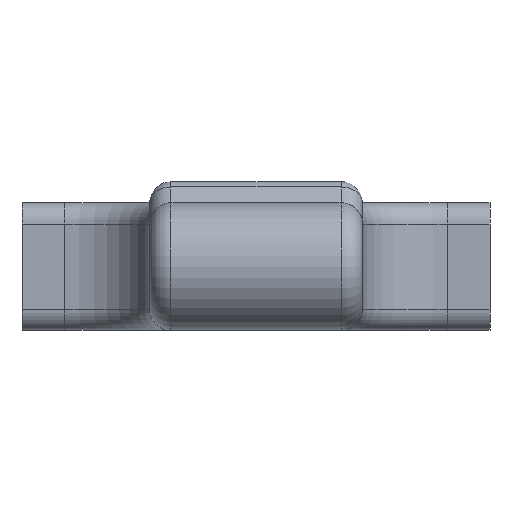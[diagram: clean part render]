
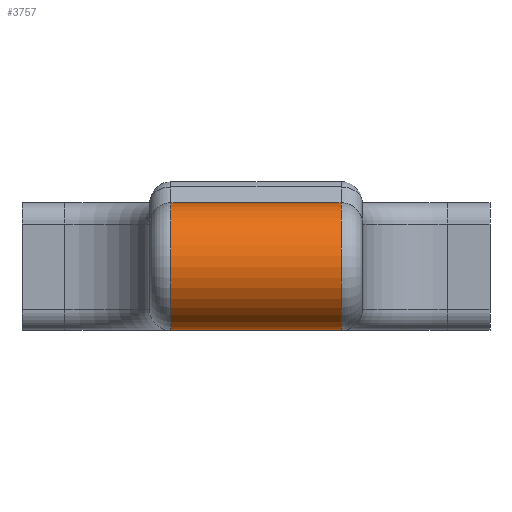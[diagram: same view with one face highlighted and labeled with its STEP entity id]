
A CAD part, left-side view. The second image highlights one B-rep face of the part: STEP entity #3757.
In plain terms, the highlighted cylindrical face has radius 7.5 mm (diameter 15 mm), a full revolution.
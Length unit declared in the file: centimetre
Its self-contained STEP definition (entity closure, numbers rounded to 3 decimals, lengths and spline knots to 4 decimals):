
#364=FACE_BOUND('',#1097,.T.);
#397=CIRCLE('',#3801,0.75);
#536=CIRCLE('',#3967,0.75);
#589=CIRCLE('',#4051,0.75);
#590=CIRCLE('',#4062,0.75);
#633=CYLINDRICAL_SURFACE('',#4061,0.75);
#854=FACE_OUTER_BOUND('',#1096,.T.);
#1096=EDGE_LOOP('',(#3438,#3439,#3440,#3441));
#1097=EDGE_LOOP('',(#3442,#3443,#3444,#3445));
#1162=LINE('',#5037,#1328);
#1166=LINE('',#5044,#1332);
#1270=LINE('',#10156,#1436);
#1271=LINE('',#10158,#1437);
#1328=VECTOR('',#4273,1.);
#1332=VECTOR('',#4277,1.);
#1436=VECTOR('',#4803,1.);
#1437=VECTOR('',#4804,1.);
#1469=VERTEX_POINT('',#4911);
#1474=VERTEX_POINT('',#4924);
#1511=VERTEX_POINT('',#5034);
#1512=VERTEX_POINT('',#5036);
#1515=VERTEX_POINT('',#5042);
#1668=VERTEX_POINT('',#5761);
#1794=VERTEX_POINT('',#10135);
#1795=VERTEX_POINT('',#10157);
#1829=EDGE_CURVE('',#1474,#1469,#397,.T.);
#1885=EDGE_CURVE('',#1511,#1512,#1162,.T.);
#1889=EDGE_CURVE('',#1515,#1474,#1166,.T.);
#2051=EDGE_CURVE('',#1668,#1511,#536,.T.);
#2344=EDGE_CURVE('',#1794,#1515,#589,.T.);
#2354=EDGE_CURVE('',#1794,#1469,#1270,.T.);
#2355=EDGE_CURVE('',#1668,#1795,#1271,.T.);
#2356=EDGE_CURVE('',#1512,#1795,#590,.T.);
#3438=ORIENTED_EDGE('',*,*,#1829,.F.);
#3439=ORIENTED_EDGE('',*,*,#1889,.F.);
#3440=ORIENTED_EDGE('',*,*,#2344,.F.);
#3441=ORIENTED_EDGE('',*,*,#2354,.T.);
#3442=ORIENTED_EDGE('',*,*,#2051,.F.);
#3443=ORIENTED_EDGE('',*,*,#2355,.T.);
#3444=ORIENTED_EDGE('',*,*,#2356,.F.);
#3445=ORIENTED_EDGE('',*,*,#1885,.F.);
#3757=ADVANCED_FACE('',(#854,#364),#633,.T.);
#3801=AXIS2_PLACEMENT_3D('',#4926,#4150,#4151);
#3967=AXIS2_PLACEMENT_3D('',#5763,#4527,#4528);
#4051=AXIS2_PLACEMENT_3D('',#10136,#4772,#4773);
#4061=AXIS2_PLACEMENT_3D('',#10155,#4801,#4802);
#4062=AXIS2_PLACEMENT_3D('',#10159,#4805,#4806);
#4150=DIRECTION('center_axis',(0.,1.,0.));
#4151=DIRECTION('ref_axis',(-1.,0.,0.));
#4273=DIRECTION('',(0.,1.,0.));
#4277=DIRECTION('',(0.,1.,0.));
#4527=DIRECTION('center_axis',(0.,-1.,0.));
#4528=DIRECTION('ref_axis',(-1.,0.,0.));
#4772=DIRECTION('center_axis',(0.,1.,0.));
#4773=DIRECTION('ref_axis',(1.,0.,0.));
#4801=DIRECTION('center_axis',(0.,1.,0.));
#4802=DIRECTION('ref_axis',(1.,0.,0.));
#4803=DIRECTION('',(0.,1.,0.));
#4804=DIRECTION('',(0.,1.,0.));
#4805=DIRECTION('center_axis',(0.,-1.,0.));
#4806=DIRECTION('ref_axis',(1.,0.,0.));
#4911=CARTESIAN_POINT('',(-3.5,1.,2.8));
#4924=CARTESIAN_POINT('',(-3.5,1.,1.3));
#4926=CARTESIAN_POINT('Origin',(-3.5,1.,2.05));
#5034=CARTESIAN_POINT('',(-3.5,-1.,1.3));
#5036=CARTESIAN_POINT('',(-3.5,-0.95,1.3));
#5037=CARTESIAN_POINT('',(-3.5,-1.25,1.3));
#5042=CARTESIAN_POINT('',(-3.5,0.95,1.3));
#5044=CARTESIAN_POINT('',(-3.5,-1.25,1.3));
#5761=CARTESIAN_POINT('',(-3.5,-1.,2.8));
#5763=CARTESIAN_POINT('Origin',(-3.5,-1.,2.05));
#10135=CARTESIAN_POINT('',(-3.5,0.95,2.8));
#10136=CARTESIAN_POINT('Origin',(-3.5,0.95,2.05));
#10155=CARTESIAN_POINT('Origin',(-3.5,-1.25,2.05));
#10156=CARTESIAN_POINT('',(-3.5,-1.25,2.8));
#10157=CARTESIAN_POINT('',(-3.5,-0.95,2.8));
#10158=CARTESIAN_POINT('',(-3.5,-1.25,2.8));
#10159=CARTESIAN_POINT('Origin',(-3.5,-0.95,2.05));
